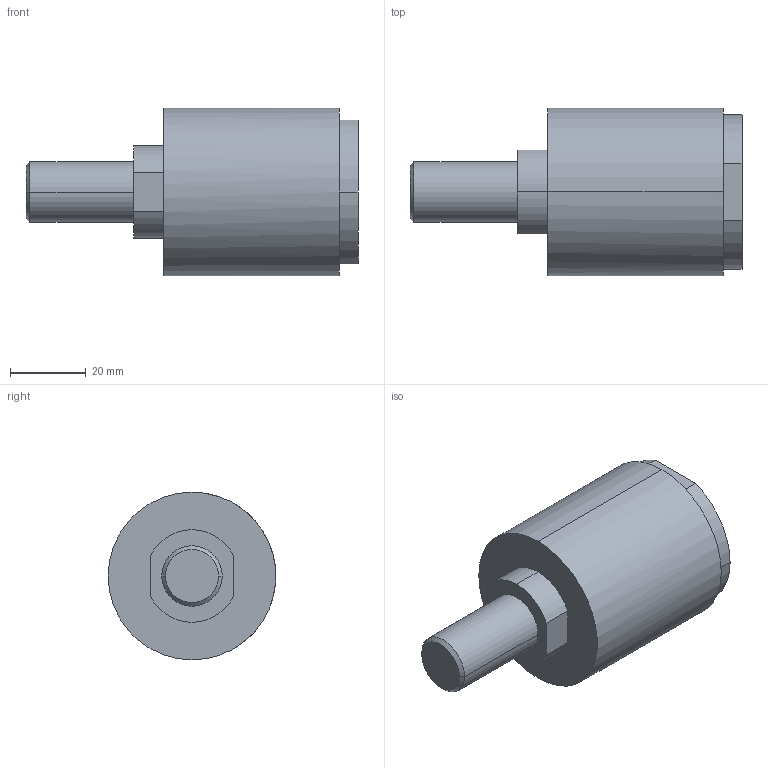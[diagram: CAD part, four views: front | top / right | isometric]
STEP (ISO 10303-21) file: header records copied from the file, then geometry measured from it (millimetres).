
FILE_DESCRIPTION((''),'2;1');
FILE_NAME('ACA160M.stp','2005-07-13T07:51:00',(''),(''),'Mechanical Desktop 2005','Mechanical Desktop 2005',', , ');
FILE_SCHEMA(('CONFIG_CONTROL_DESIGN'));
Length unit declared in the file: millimetre
Products named in the file (1): Product
Bounding box: 87.9 x 44.4 x 44.4 mm (x, y, z)
Volume: 81914.1 mm3; surface area: 13653.9 mm2
Topology: 1 solids, 1 shells, 26 faces, 59 edges, 39 vertices
Faces by surface type: cylinder 14, plane 8, cone 2, bspline 2
Entity records: 841 total; most frequent: DIRECTION 140, CARTESIAN_POINT 131, ORIENTED_EDGE 118, EDGE_CURVE 59, AXIS2_PLACEMENT_3D 56, VERTEX_POINT 39, CIRCLE 31, EDGE_LOOP 30
